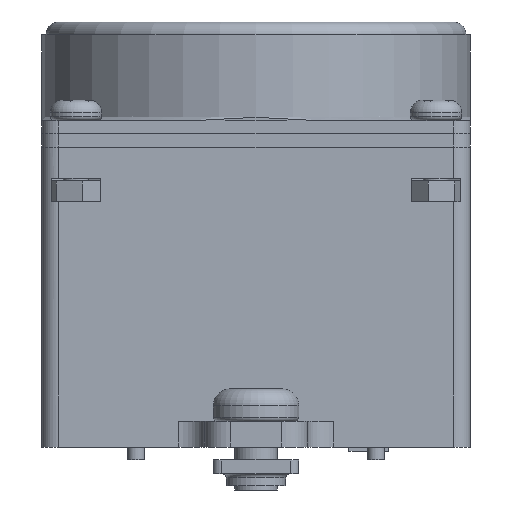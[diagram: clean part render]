
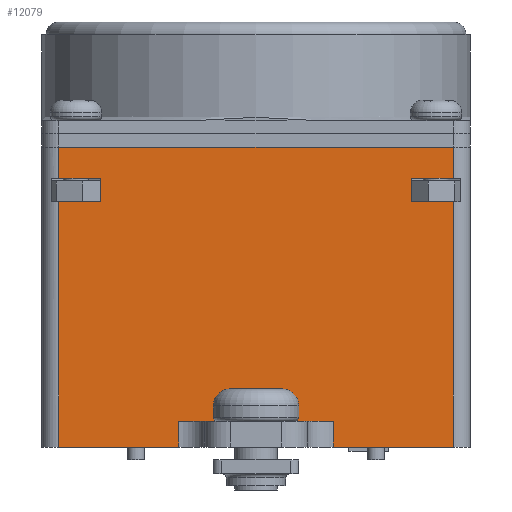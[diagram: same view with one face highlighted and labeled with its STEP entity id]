
A CAD part, left-side view. The second image highlights one B-rep face of the part: STEP entity #12079.
In plain terms, the highlighted planar face has unit normal (-1, 0, 0).
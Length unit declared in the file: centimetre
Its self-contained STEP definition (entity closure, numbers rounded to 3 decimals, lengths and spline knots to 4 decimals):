
#1705=PLANE('',#12737);
#2303=VECTOR('',#13682,1.);
#2350=VECTOR('',#13753,1.);
#2351=VECTOR('',#13754,1.);
#2352=VECTOR('',#13755,1.);
#2353=VECTOR('',#13756,1.);
#2354=VECTOR('',#13757,1.);
#2355=VECTOR('',#13758,1.);
#2356=VECTOR('',#13759,1.);
#2357=VECTOR('',#13760,1.);
#2358=VECTOR('',#13761,1.);
#2359=VECTOR('',#13762,1.);
#2360=VECTOR('',#13763,1.);
#2361=VECTOR('',#13764,1.);
#3340=LINE('',#16230,#2303);
#3387=LINE('',#18909,#2350);
#3388=LINE('',#18911,#2351);
#3389=LINE('',#18913,#2352);
#3390=LINE('',#18915,#2353);
#3391=LINE('',#18918,#2354);
#3392=LINE('',#18920,#2355);
#3393=LINE('',#18922,#2356);
#3394=LINE('',#18924,#2357);
#3395=LINE('',#18927,#2358);
#3396=LINE('',#18929,#2359);
#3397=LINE('',#18931,#2360);
#3398=LINE('',#18933,#2361);
#4386=VERTEX_POINT('',#16229);
#4387=VERTEX_POINT('',#16231);
#4514=VERTEX_POINT('',#18910);
#4515=VERTEX_POINT('',#18912);
#4516=VERTEX_POINT('',#18914);
#4517=VERTEX_POINT('',#18916);
#4518=VERTEX_POINT('',#18917);
#4519=VERTEX_POINT('',#18919);
#4520=VERTEX_POINT('',#18921);
#4521=VERTEX_POINT('',#18923);
#4522=VERTEX_POINT('',#18925);
#4523=VERTEX_POINT('',#18926);
#4524=VERTEX_POINT('',#18928);
#4525=VERTEX_POINT('',#18930);
#4526=VERTEX_POINT('',#18932);
#4527=VERTEX_POINT('',#18934);
#5746=EDGE_CURVE('',#4387,#4386,#3340,.T.);
#5900=EDGE_CURVE('',#4514,#4386,#3387,.T.);
#5901=EDGE_CURVE('',#4514,#4515,#3388,.T.);
#5902=EDGE_CURVE('',#4515,#4516,#3389,.T.);
#5903=EDGE_CURVE('',#4516,#4517,#3390,.T.);
#5904=EDGE_CURVE('',#4518,#4517,#3387,.T.);
#5905=EDGE_CURVE('',#4518,#4519,#3391,.T.);
#5906=EDGE_CURVE('',#4520,#4519,#3392,.T.);
#5907=EDGE_CURVE('',#4520,#4521,#3393,.T.);
#5908=EDGE_CURVE('',#4522,#4521,#3394,.T.);
#5909=EDGE_CURVE('',#4522,#4523,#3391,.T.);
#5910=EDGE_CURVE('',#4524,#4523,#3395,.T.);
#5911=EDGE_CURVE('',#4524,#4525,#3396,.T.);
#5912=EDGE_CURVE('',#4525,#4526,#3397,.T.);
#5913=EDGE_CURVE('',#4526,#4527,#3398,.T.);
#5914=EDGE_CURVE('',#4387,#4527,#3395,.T.);
#7541=ORIENTED_EDGE('',*,*,#5746,.T.);
#7542=ORIENTED_EDGE('',*,*,#5900,.F.);
#7543=ORIENTED_EDGE('',*,*,#5901,.T.);
#7544=ORIENTED_EDGE('',*,*,#5902,.T.);
#7545=ORIENTED_EDGE('',*,*,#5903,.T.);
#7546=ORIENTED_EDGE('',*,*,#5904,.F.);
#7547=ORIENTED_EDGE('',*,*,#5905,.T.);
#7548=ORIENTED_EDGE('',*,*,#5906,.F.);
#7549=ORIENTED_EDGE('',*,*,#5907,.T.);
#7550=ORIENTED_EDGE('',*,*,#5908,.F.);
#7551=ORIENTED_EDGE('',*,*,#5909,.T.);
#7552=ORIENTED_EDGE('',*,*,#5910,.F.);
#7553=ORIENTED_EDGE('',*,*,#5911,.T.);
#7554=ORIENTED_EDGE('',*,*,#5912,.T.);
#7555=ORIENTED_EDGE('',*,*,#5913,.T.);
#7556=ORIENTED_EDGE('',*,*,#5914,.F.);
#10433=EDGE_LOOP('',(#7541,#7542,#7543,#7544,#7545,#7546,#7547,#7548,#7549,
#7550,#7551,#7552,#7553,#7554,#7555,#7556));
#11259=FACE_BOUND('',#10433,.T.);
#12079=ADVANCED_FACE('',(#11259),#1705,.T.);
#12737=AXIS2_PLACEMENT_3D('',#18908,#13752,$);
#13682=DIRECTION('',(0.,1.,0.));
#13752=DIRECTION('',(-1.,0.,0.));
#13753=DIRECTION('',(0.,0.,1.));
#13754=DIRECTION('',(0.,-1.,0.));
#13755=DIRECTION('',(0.,0.,-1.));
#13756=DIRECTION('',(0.,1.,0.));
#13757=DIRECTION('',(0.,-1.,0.));
#13758=DIRECTION('',(0.,0.,-1.));
#13759=DIRECTION('',(0.,-1.,0.));
#13760=DIRECTION('',(0.,0.,1.));
#13761=DIRECTION('',(0.,0.,-1.));
#13762=DIRECTION('',(0.,1.,0.));
#13763=DIRECTION('',(0.,0.,1.));
#13764=DIRECTION('',(0.,-1.,0.));
#16229=CARTESIAN_POINT('',(-2.5,2.3,3.5));
#16230=CARTESIAN_POINT('',(-2.5,2.5,3.5));
#16231=CARTESIAN_POINT('',(-2.5,-2.3,3.5));
#18908=CARTESIAN_POINT('',(-2.5,0.,0.));
#18909=CARTESIAN_POINT('',(-2.5,2.3,0.));
#18910=CARTESIAN_POINT('',(-2.5,2.3,3.135));
#18911=CARTESIAN_POINT('',(-2.5,1.05,3.135));
#18912=CARTESIAN_POINT('',(-2.5,1.815,3.135));
#18913=CARTESIAN_POINT('',(-2.5,1.815,1.4325));
#18914=CARTESIAN_POINT('',(-2.5,1.815,2.865));
#18915=CARTESIAN_POINT('',(-2.5,1.05,2.865));
#18916=CARTESIAN_POINT('',(-2.5,2.3,2.865));
#18917=CARTESIAN_POINT('',(-2.5,2.3,0.));
#18918=CARTESIAN_POINT('',(-2.5,2.5,0.));
#18919=CARTESIAN_POINT('',(-2.5,0.9,0.));
#18920=CARTESIAN_POINT('',(-2.5,0.9,0.));
#18921=CARTESIAN_POINT('',(-2.5,0.9,0.3));
#18922=CARTESIAN_POINT('',(-2.5,0.,0.3));
#18923=CARTESIAN_POINT('',(-2.5,-0.9,0.3));
#18924=CARTESIAN_POINT('',(-2.5,-0.9,0.));
#18925=CARTESIAN_POINT('',(-2.5,-0.9,0.));
#18926=CARTESIAN_POINT('',(-2.5,-2.3,0.));
#18927=CARTESIAN_POINT('',(-2.5,-2.3,0.));
#18928=CARTESIAN_POINT('',(-2.5,-2.3,2.865));
#18929=CARTESIAN_POINT('',(-2.5,-1.05,2.865));
#18930=CARTESIAN_POINT('',(-2.5,-1.815,2.865));
#18931=CARTESIAN_POINT('',(-2.5,-1.815,1.4325));
#18932=CARTESIAN_POINT('',(-2.5,-1.815,3.135));
#18933=CARTESIAN_POINT('',(-2.5,-1.05,3.135));
#18934=CARTESIAN_POINT('',(-2.5,-2.3,3.135));
